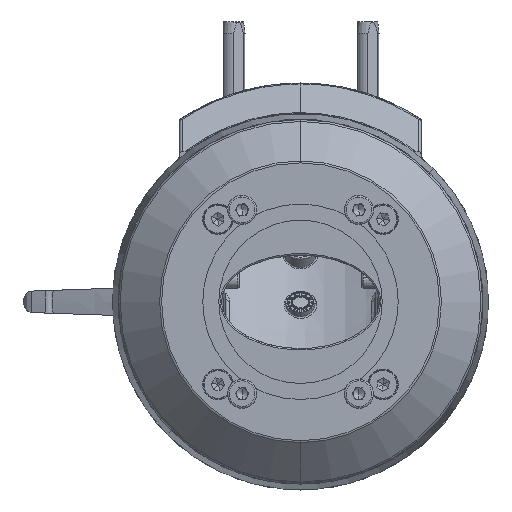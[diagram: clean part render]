
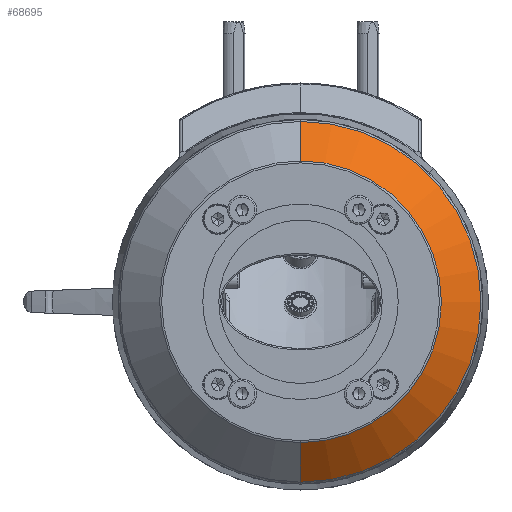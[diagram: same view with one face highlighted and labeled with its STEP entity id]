
A CAD part, front view. The second image highlights one B-rep face of the part: STEP entity #68695.
In plain terms, the highlighted conical face has half-angle 48.122 degrees and reference radius 62.5 mm.
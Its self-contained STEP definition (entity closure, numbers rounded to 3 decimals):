
#65 = CARTESIAN_POINT ( 'NONE',  ( 0., 12.404, 61.835 ) ) ;
#1131 = DIRECTION ( 'NONE',  ( 0., 1., 0. ) ) ;
#1613 = DIRECTION ( 'NONE',  ( 0., 0.668, 0.745 ) ) ;
#1623 = CARTESIAN_POINT ( 'NONE',  ( 0., 13., -62.5 ) ) ;
#5597 = CARTESIAN_POINT ( 'NONE',  ( 0., 12.404, -61.835 ) ) ;
#9079 = DIRECTION ( 'NONE',  ( 0., 0.668, -0.745 ) ) ;
#12127 = LINE ( 'NONE', #1623, #49234 ) ;
#15536 = ORIENTED_EDGE ( 'NONE', *, *, #23644, .T. ) ;
#21047 = CONICAL_SURFACE ( 'NONE', #62098, 62.5, 0.84 ) ;
#23644 = EDGE_CURVE ( 'NONE', #70444, #94401, #72759, .T. ) ;
#23998 = CARTESIAN_POINT ( 'NONE',  ( 0., 13., 62.5 ) ) ;
#25603 = DIRECTION ( 'NONE',  ( 0., -1., 0. ) ) ;
#30642 = DIRECTION ( 'NONE',  ( 0., 0., 1. ) ) ;
#32626 = FACE_OUTER_BOUND ( 'NONE', #52136, .T. ) ;
#38172 = CARTESIAN_POINT ( 'NONE',  ( 0., 13., 0. ) ) ;
#38723 = ORIENTED_EDGE ( 'NONE', *, *, #83589, .T. ) ;
#38774 = CARTESIAN_POINT ( 'NONE',  ( 0., 0.255, 0. ) ) ;
#40920 = LINE ( 'NONE', #23998, #60653 ) ;
#46169 = DIRECTION ( 'NONE',  ( 0., 0., -1. ) ) ;
#49234 = VECTOR ( 'NONE', #9079, 1000. ) ;
#50704 = CARTESIAN_POINT ( 'NONE',  ( 0., 0.255, 48.285 ) ) ;
#52136 = EDGE_LOOP ( 'NONE', ( #15536, #89108, #38723, #63933 ) ) ;
#52900 = VERTEX_POINT ( 'NONE', #65 ) ;
#60653 = VECTOR ( 'NONE', #1613, 1000. ) ;
#62098 = AXIS2_PLACEMENT_3D ( 'NONE', #38172, #1131, #30642 ) ;
#63933 = ORIENTED_EDGE ( 'NONE', *, *, #74772, .F. ) ;
#65850 = EDGE_CURVE ( 'NONE', #94401, #84347, #12127, .T. ) ;
#68695 = ADVANCED_FACE ( 'NONE', ( #32626 ), #21047, .T. ) ;
#70041 = CARTESIAN_POINT ( 'NONE',  ( 0., 12.404, 0. ) ) ;
#70444 = VERTEX_POINT ( 'NONE', #50704 ) ;
#72759 = CIRCLE ( 'NONE', #73140, 48.285 ) ;
#73140 = AXIS2_PLACEMENT_3D ( 'NONE', #38774, #90661, #46169 ) ;
#74772 = EDGE_CURVE ( 'NONE', #70444, #52900, #40920, .T. ) ;
#77540 = DIRECTION ( 'NONE',  ( 0., 0., -1. ) ) ;
#79728 = AXIS2_PLACEMENT_3D ( 'NONE', #70041, #25603, #77540 ) ;
#83589 = EDGE_CURVE ( 'NONE', #84347, #52900, #89148, .T. ) ;
#84347 = VERTEX_POINT ( 'NONE', #5597 ) ;
#89108 = ORIENTED_EDGE ( 'NONE', *, *, #65850, .T. ) ;
#89148 = CIRCLE ( 'NONE', #79728, 61.835 ) ;
#90308 = CARTESIAN_POINT ( 'NONE',  ( 0., 0.255, -48.285 ) ) ;
#90661 = DIRECTION ( 'NONE',  ( 0., 1., 0. ) ) ;
#94401 = VERTEX_POINT ( 'NONE', #90308 ) ;
